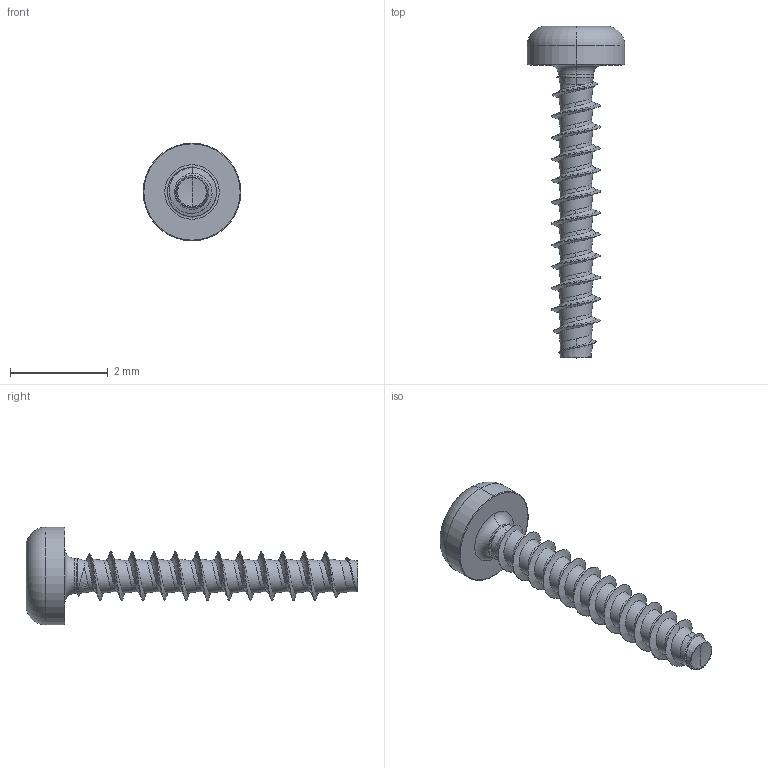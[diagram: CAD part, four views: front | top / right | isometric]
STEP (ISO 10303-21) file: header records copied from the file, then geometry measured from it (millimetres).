
FILE_DESCRIPTION (( 'STEP AP203' ), '1' );
FILE_NAME ('STP390100060.STEP', '2017-08-15T18:47:51', ( '' ), ( '' ), 'SwSTEP 2.0', 'SolidWorks 2015', '' );
FILE_SCHEMA (( 'CONFIG_CONTROL_DESIGN' ));
Length unit declared in the file: millimetre
Products named in the file (1): STP390100060
Bounding box: 2 x 6.8 x 2 mm (x, y, z)
Volume: 4.2 mm3; surface area: 32.4 mm2
Topology: 1 solids, 1 shells, 106 faces, 266 edges, 162 vertices
Faces by surface type: cylinder 51, bspline 35, cone 10, torus 6, sphere 2, plane 2
Entity records: 19095 total; most frequent: CARTESIAN_POINT 16899, ORIENTED_EDGE 528, DIRECTION 325, EDGE_CURVE 264, VERTEX_POINT 162, AXIS2_PLACEMENT_3D 130, B_SPLINE_CURVE_WITH_KNOTS 115, EDGE_LOOP 108
